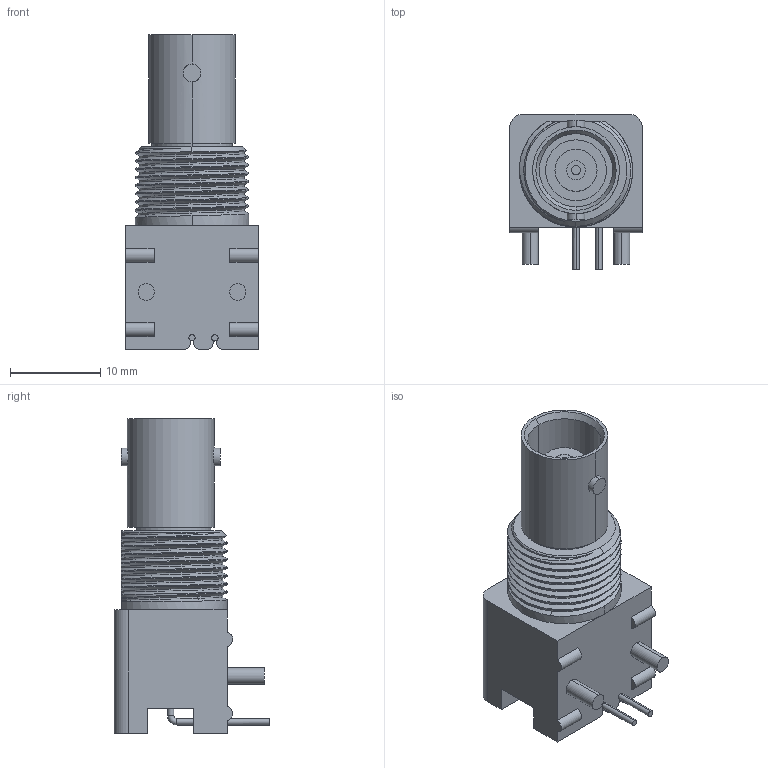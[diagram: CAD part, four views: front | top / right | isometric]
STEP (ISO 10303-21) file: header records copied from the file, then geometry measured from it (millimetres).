
FILE_DESCRIPTION(('STEP AP242'),'1');
FILE_NAME('5227161-9.stp','2022-08-01T11:23:33',('TraceParts'),('TraceParts S.A.'),'Spatial InterOp 3D',' ',' ');
FILE_SCHEMA(('AP242_MANAGED_MODEL_BASED_3D_ENGINEERING_MIM_LF {1 0 10303 442 1 1 4}'));
Length unit declared in the file: millimetre
Products named in the file (1): 5227161-9
Bounding box: 14.76 x 17.3 x 34.92 mm (x, y, z)
Volume: 3742.3 mm3; surface area: 2453.8 mm2
Topology: 1 solids, 1 shells, 156 faces, 410 edges, 265 vertices
Faces by surface type: cylinder 63, plane 47, bspline 35, cone 7, torus 4
Entity records: 8046 total; most frequent: CARTESIAN_POINT 4400, ORIENTED_EDGE 820, DIRECTION 653, EDGE_CURVE 410, VERTEX_POINT 265, AXIS2_PLACEMENT_3D 234, LINE 185, VECTOR 185
